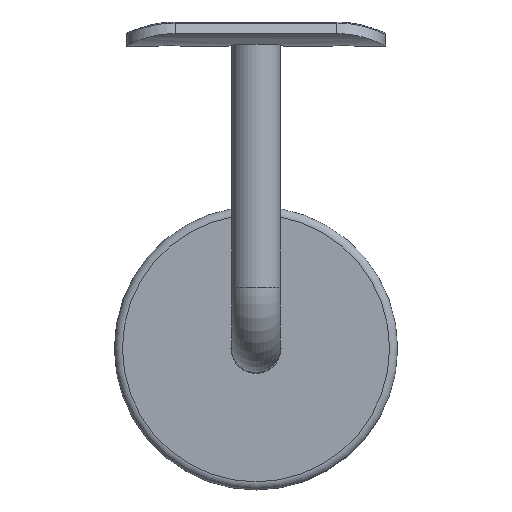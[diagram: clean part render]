
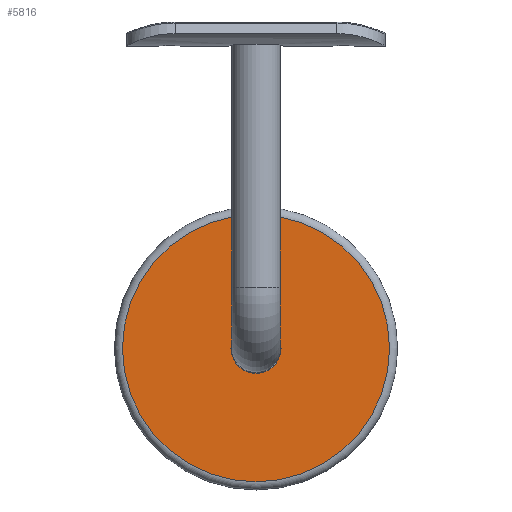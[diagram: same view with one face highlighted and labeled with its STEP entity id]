
A CAD part, top view. The second image highlights one B-rep face of the part: STEP entity #5816.
In plain terms, the highlighted planar face has unit normal (0, 0, 1).
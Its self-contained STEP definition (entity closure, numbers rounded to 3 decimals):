
#703 = CARTESIAN_POINT ( 'NONE',  ( 0., 33., 12. ) ) ;
#1488 = CARTESIAN_POINT ( 'NONE',  ( 0., 0., 12. ) ) ;
#2265 = EDGE_CURVE ( 'NONE', #13639, #13639, #20982, .T. ) ;
#3651 = DIRECTION ( 'NONE',  ( 0., 1., 0. ) ) ;
#4090 = EDGE_LOOP ( 'NONE', ( #14716 ) ) ;
#4817 = DIRECTION ( 'NONE',  ( 0., 0., -1. ) ) ;
#5035 = CARTESIAN_POINT ( 'NONE',  ( 0., 6.2, 12. ) ) ;
#5816 = ADVANCED_FACE ( 'NONE', ( #5965, #14294 ), #19989, .F. ) ;
#5965 = FACE_OUTER_BOUND ( 'NONE', #4090, .T. ) ;
#6392 = DIRECTION ( 'NONE',  ( 0., 1., 0. ) ) ;
#7051 = CARTESIAN_POINT ( 'NONE',  ( 0., -6.2, 12. ) ) ;
#10375 = VERTEX_POINT ( 'NONE', #703 ) ;
#10656 = AXIS2_PLACEMENT_3D ( 'NONE', #1488, #4817, #6392 ) ;
#11336 = EDGE_CURVE ( 'NONE', #10375, #10375, #16767, .T. ) ;
#12585 = AXIS2_PLACEMENT_3D ( 'NONE', #7051, #18359, #3651 ) ;
#12981 = CARTESIAN_POINT ( 'NONE',  ( 0., 0., 12. ) ) ;
#13639 = VERTEX_POINT ( 'NONE', #5035 ) ;
#14294 = FACE_BOUND ( 'NONE', #16156, .T. ) ;
#14463 = DIRECTION ( 'NONE',  ( 0., 1., 0. ) ) ;
#14716 = ORIENTED_EDGE ( 'NONE', *, *, #11336, .F. ) ;
#16156 = EDGE_LOOP ( 'NONE', ( #19904 ) ) ;
#16767 = CIRCLE ( 'NONE', #10656, 33. ) ;
#17453 = AXIS2_PLACEMENT_3D ( 'NONE', #12981, #20893, #14463 ) ;
#18359 = DIRECTION ( 'NONE',  ( 0., 0., -1. ) ) ;
#19904 = ORIENTED_EDGE ( 'NONE', *, *, #2265, .T. ) ;
#19989 = PLANE ( 'NONE',  #12585 ) ;
#20893 = DIRECTION ( 'NONE',  ( 0., 0., -1. ) ) ;
#20982 = CIRCLE ( 'NONE', #17453, 6.2 ) ;
